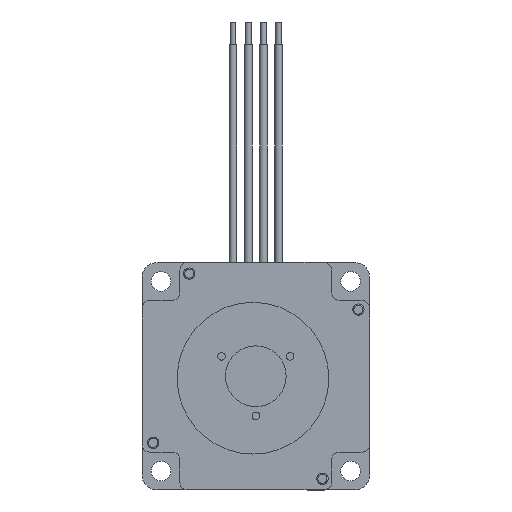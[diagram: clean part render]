
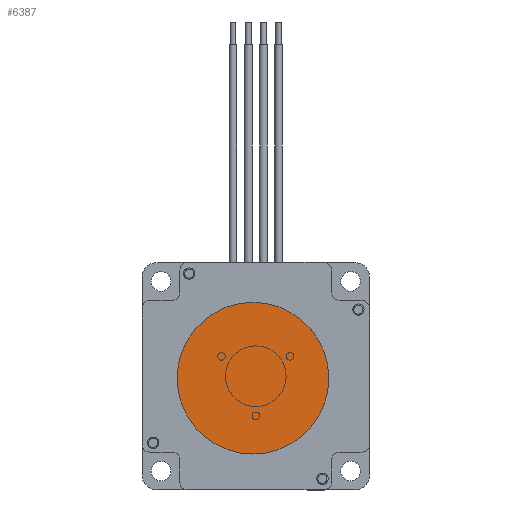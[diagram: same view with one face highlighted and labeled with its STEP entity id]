
A CAD part, front view. The second image highlights one B-rep face of the part: STEP entity #6387.
In plain terms, the highlighted face is planar.
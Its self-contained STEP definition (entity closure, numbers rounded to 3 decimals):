
#6387 = ADVANCED_FACE ( 'NONE', ( #32703 ), #28560, .T. ) ;
#6471 = DIRECTION ( 'NONE',  ( 0., 0., 1. ) ) ;
#8876 = AXIS2_PLACEMENT_3D ( 'NONE', #17798, #42959, #25371 ) ;
#9212 = VERTEX_POINT ( 'NONE', #13963 ) ;
#13963 = CARTESIAN_POINT ( 'NONE',  ( 20., 0., 0.05 ) ) ;
#14646 = EDGE_CURVE ( 'NONE', #19745, #9212, #47413, .T. ) ;
#17479 = DIRECTION ( 'NONE',  ( 0., 0., 1. ) ) ;
#17798 = CARTESIAN_POINT ( 'NONE',  ( 0., 0., 0.05 ) ) ;
#19345 = AXIS2_PLACEMENT_3D ( 'NONE', #35568, #17479, #43327 ) ;
#19745 = VERTEX_POINT ( 'NONE', #35576 ) ;
#25371 = DIRECTION ( 'NONE',  ( 1., 0., 0. ) ) ;
#25676 = EDGE_CURVE ( 'NONE', #9212, #19745, #34149, .T. ) ;
#28560 = PLANE ( 'NONE',  #8876 ) ;
#29883 = ORIENTED_EDGE ( 'NONE', *, *, #25676, .T. ) ;
#30346 = EDGE_LOOP ( 'NONE', ( #47312, #29883 ) ) ;
#32703 = FACE_OUTER_BOUND ( 'NONE', #30346, .T. ) ;
#34149 = CIRCLE ( 'NONE', #19345, 20. ) ;
#34967 = AXIS2_PLACEMENT_3D ( 'NONE', #47176, #6471, #36200 ) ;
#35568 = CARTESIAN_POINT ( 'NONE',  ( 0., 0., 0.05 ) ) ;
#35576 = CARTESIAN_POINT ( 'NONE',  ( -20., 0., 0.05 ) ) ;
#36200 = DIRECTION ( 'NONE',  ( -1., 0., 0. ) ) ;
#42959 = DIRECTION ( 'NONE',  ( 0., 0., 1. ) ) ;
#43327 = DIRECTION ( 'NONE',  ( -1., 0., 0. ) ) ;
#47176 = CARTESIAN_POINT ( 'NONE',  ( 0., 0., 0.05 ) ) ;
#47312 = ORIENTED_EDGE ( 'NONE', *, *, #14646, .T. ) ;
#47413 = CIRCLE ( 'NONE', #34967, 20. ) ;
